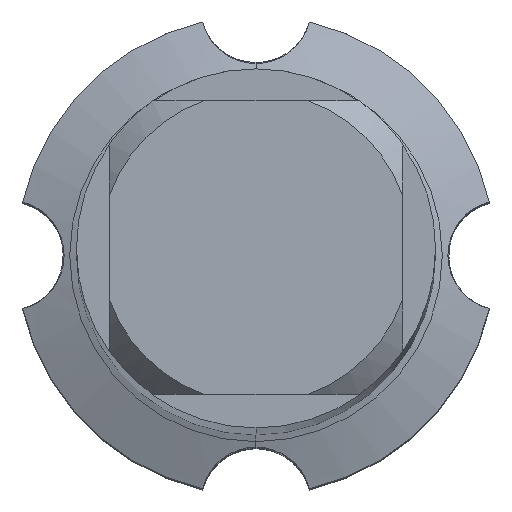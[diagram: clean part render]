
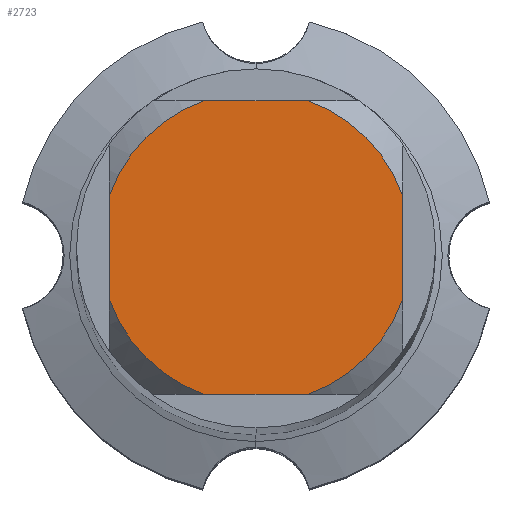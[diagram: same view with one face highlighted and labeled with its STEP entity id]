
A CAD part, top view. The second image highlights one B-rep face of the part: STEP entity #2723.
In plain terms, the highlighted planar face has unit normal (0, 0, 1).
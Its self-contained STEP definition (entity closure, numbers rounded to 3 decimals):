
#1827=EDGE_CURVE('',#1943,#2589,#5393,.T.);
#1943=VERTEX_POINT('',#5517);
#2005=VERTEX_POINT('',#5584);
#2431=VERTEX_POINT('',#6050);
#2589=VERTEX_POINT('',#6219);
#2723=ADVANCED_FACE('',(#6360),#6361,.T.);
#2887=VERTEX_POINT('',#6536);
#2963=VERTEX_POINT('',#6619);
#4477=VERTEX_POINT('',#8274);
#4519=EDGE_CURVE('',#2005,#5149,#8319,.T.);
#4705=EDGE_CURVE('',#2005,#2589,#8522,.T.);
#4955=EDGE_CURVE('',#2963,#2887,#8792,.T.);
#5135=EDGE_CURVE('',#2963,#2431,#8985,.T.);
#5149=VERTEX_POINT('',#9000);
#5161=EDGE_CURVE('',#4477,#5149,#9013,.T.);
#5197=EDGE_CURVE('',#4477,#2887,#9052,.T.);
#5313=EDGE_CURVE('',#1943,#2431,#9178,.T.);
#5393=CIRCLE('',#9270,2.6);
#5517=CARTESIAN_POINT('',(-0.87,-2.45,0.0));
#5584=CARTESIAN_POINT('',(-2.45,0.87,0.0));
#6050=CARTESIAN_POINT('',(0.87,-2.45,0.0));
#6219=CARTESIAN_POINT('',(-2.45,-0.87,0.0));
#6360=FACE_OUTER_BOUND('',#11112,.T.);
#6361=PLANE('',#11113);
#6536=CARTESIAN_POINT('',(2.45,0.87,0.0));
#6619=CARTESIAN_POINT('',(2.45,-0.87,0.0));
#8274=CARTESIAN_POINT('',(0.87,2.45,0.0));
#8319=CIRCLE('',#14977,2.6);
#8522=LINE('',#15315,#15316);
#8792=LINE('',#15831,#15832);
#8985=CIRCLE('',#16233,2.6);
#9000=CARTESIAN_POINT('',(-0.87,2.45,0.0));
#9013=LINE('',#16305,#16306);
#9052=CIRCLE('',#16378,2.6);
#9178=LINE('',#16640,#16641);
#9270=AXIS2_PLACEMENT_3D('',#16735,#16736,#16737);
#11112=EDGE_LOOP('',(#17773,#17774,#17775,#17776,#17777,#17778,#17779,#17780));
#11113=AXIS2_PLACEMENT_3D('',#17781,#17782,#17783);
#14977=AXIS2_PLACEMENT_3D('',#19923,#19924,#19925);
#15315=CARTESIAN_POINT('',(-2.45,0.65,0.0));
#15316=VECTOR('',#20136,1.0);
#15831=CARTESIAN_POINT('',(2.45,0.65,0.0));
#15832=VECTOR('',#20367,1.0);
#16233=AXIS2_PLACEMENT_3D('',#20541,#20542,#20543);
#16305=CARTESIAN_POINT('',(0.0,2.45,0.0));
#16306=VECTOR('',#20564,1.0);
#16378=AXIS2_PLACEMENT_3D('',#20602,#20603,#20604);
#16640=CARTESIAN_POINT('',(0.0,-2.45,0.0));
#16641=VECTOR('',#20840,1.0);
#16735=CARTESIAN_POINT('',(0.0,0.0,0.0));
#16736=DIRECTION('',(0.0,0.0,-1.0));
#16737=DIRECTION('',(0.0,1.0,0.0));
#17773=ORIENTED_EDGE('',*,*,#4705,.T.);
#17774=ORIENTED_EDGE('',*,*,#1827,.F.);
#17775=ORIENTED_EDGE('',*,*,#5313,.T.);
#17776=ORIENTED_EDGE('',*,*,#5135,.F.);
#17777=ORIENTED_EDGE('',*,*,#4955,.T.);
#17778=ORIENTED_EDGE('',*,*,#5197,.F.);
#17779=ORIENTED_EDGE('',*,*,#5161,.T.);
#17780=ORIENTED_EDGE('',*,*,#4519,.F.);
#17781=CARTESIAN_POINT('',(0.0,1.3,0.0));
#17782=DIRECTION('',(-0.0,0.0,1.0));
#17783=DIRECTION('',(0.0,-1.0,0.0));
#19923=CARTESIAN_POINT('',(0.0,0.0,0.0));
#19924=DIRECTION('',(0.0,0.0,-1.0));
#19925=DIRECTION('',(0.0,1.0,0.0));
#20136=DIRECTION('',(-0.0,-1.0,0.0));
#20367=DIRECTION('',(-0.0,1.0,0.0));
#20541=CARTESIAN_POINT('',(0.0,0.0,0.0));
#20542=DIRECTION('',(0.0,0.0,-1.0));
#20543=DIRECTION('',(0.0,1.0,0.0));
#20564=DIRECTION('',(-1.0,0.0,0.0));
#20602=CARTESIAN_POINT('',(0.0,0.0,0.0));
#20603=DIRECTION('',(0.0,0.0,-1.0));
#20604=DIRECTION('',(0.0,1.0,0.0));
#20840=DIRECTION('',(1.0,0.0,0.0));
